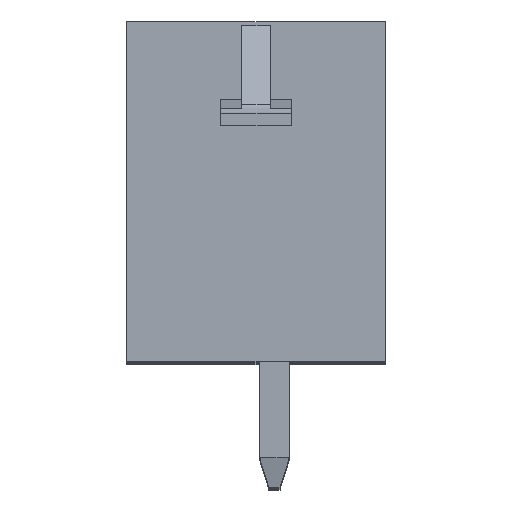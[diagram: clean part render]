
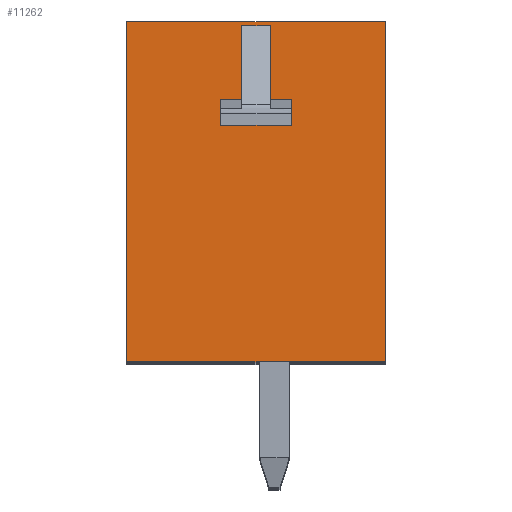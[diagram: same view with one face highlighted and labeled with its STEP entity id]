
A CAD part, top view. The second image highlights one B-rep face of the part: STEP entity #11262.
In plain terms, the highlighted planar face has unit normal (0, 0, 1).
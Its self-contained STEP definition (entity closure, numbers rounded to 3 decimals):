
#1=DIRECTION('',(1.,0.,0.));
#2=VECTOR('',#1,7.);
#3=CARTESIAN_POINT('',(-3.6,-3.853,0.));
#4=LINE('',#3,#2);
#5=DIRECTION('',(0.,-1.,0.));
#6=VECTOR('',#5,9.2);
#7=CARTESIAN_POINT('',(-3.6,5.347,0.));
#8=LINE('',#7,#6);
#9=DIRECTION('',(-1.,0.,0.));
#10=VECTOR('',#9,7.);
#11=CARTESIAN_POINT('',(3.4,5.347,0.));
#12=LINE('',#11,#10);
#13=DIRECTION('',(0.,1.,0.));
#14=VECTOR('',#13,9.2);
#15=CARTESIAN_POINT('',(3.4,-3.853,0.));
#16=LINE('',#15,#14);
#17=DIRECTION('',(0.,1.,0.));
#18=VECTOR('',#17,0.495);
#19=CARTESIAN_POINT('',(0.85,2.747,0.));
#20=LINE('',#19,#18);
#21=DIRECTION('',(-1.,0.,0.));
#22=VECTOR('',#21,0.76);
#23=CARTESIAN_POINT('',(0.28,5.244,0.));
#24=LINE('',#23,#22);
#25=DIRECTION('',(1.,0.,0.));
#26=VECTOR('',#25,0.57);
#27=CARTESIAN_POINT('',(-1.05,3.242,0.));
#28=LINE('',#27,#26);
#29=DIRECTION('',(0.,1.,0.));
#30=VECTOR('',#29,0.495);
#31=CARTESIAN_POINT('',(-1.05,2.747,0.));
#32=LINE('',#31,#30);
#33=DIRECTION('',(-1.,0.,0.));
#34=VECTOR('',#33,1.9);
#35=CARTESIAN_POINT('',(0.85,2.747,0.));
#36=LINE('',#35,#34);
#8566=DIRECTION('',(-1.,0.,0.));
#8567=VECTOR('',#8566,0.57);
#8568=CARTESIAN_POINT('',(0.85,3.242,0.));
#8569=LINE('',#8568,#8567);
#8570=DIRECTION('',(0.,-1.,0.));
#8571=VECTOR('',#8570,2.002);
#8572=CARTESIAN_POINT('',(0.28,5.244,0.));
#8573=LINE('',#8572,#8571);
#8637=DIRECTION('',(0.,1.,0.));
#8638=VECTOR('',#8637,2.002);
#8639=CARTESIAN_POINT('',(-0.48,3.242,0.));
#8640=LINE('',#8639,#8638);
#8649=CARTESIAN_POINT('',(-3.6,-3.853,0.));
#8650=CARTESIAN_POINT('',(3.4,-3.853,0.));
#8651=VERTEX_POINT('',#8649);
#8652=VERTEX_POINT('',#8650);
#8653=CARTESIAN_POINT('',(3.4,5.347,0.));
#8654=VERTEX_POINT('',#8653);
#8655=CARTESIAN_POINT('',(-3.6,5.347,0.));
#8656=VERTEX_POINT('',#8655);
#9752=CARTESIAN_POINT('',(0.85,2.747,0.));
#9753=VERTEX_POINT('',#9752);
#9754=CARTESIAN_POINT('',(-1.05,2.747,0.));
#9755=VERTEX_POINT('',#9754);
#9757=CARTESIAN_POINT('',(-0.48,3.242,0.));
#9759=VERTEX_POINT('',#9757);
#9760=CARTESIAN_POINT('',(-0.48,5.244,0.));
#9761=VERTEX_POINT('',#9760);
#9762=CARTESIAN_POINT('',(-1.05,3.242,0.));
#9763=VERTEX_POINT('',#9762);
#9768=CARTESIAN_POINT('',(0.28,5.244,0.));
#9769=CARTESIAN_POINT('',(0.28,3.242,0.));
#9770=VERTEX_POINT('',#9768);
#9771=VERTEX_POINT('',#9769);
#9774=CARTESIAN_POINT('',(0.85,3.242,0.));
#9775=VERTEX_POINT('',#9774);
#11229=CARTESIAN_POINT('',(0.,0.,0.));
#11230=DIRECTION('',(0.,0.,1.));
#11231=DIRECTION('',(1.,0.,0.));
#11232=AXIS2_PLACEMENT_3D('',#11229,#11230,#11231);
#11233=PLANE('',#11232);
#11235=ORIENTED_EDGE('',*,*,#11234,.F.);
#11237=ORIENTED_EDGE('',*,*,#11236,.F.);
#11239=ORIENTED_EDGE('',*,*,#11238,.F.);
#11241=ORIENTED_EDGE('',*,*,#11240,.F.);
#11242=EDGE_LOOP('',(#11235,#11237,#11239,#11241));
#11243=FACE_OUTER_BOUND('',#11242,.F.);
#11245=ORIENTED_EDGE('',*,*,#11244,.T.);
#11247=ORIENTED_EDGE('',*,*,#11246,.T.);
#11249=ORIENTED_EDGE('',*,*,#11248,.F.);
#11251=ORIENTED_EDGE('',*,*,#11250,.T.);
#11253=ORIENTED_EDGE('',*,*,#11252,.F.);
#11255=ORIENTED_EDGE('',*,*,#11254,.F.);
#11257=ORIENTED_EDGE('',*,*,#11256,.F.);
#11259=ORIENTED_EDGE('',*,*,#11258,.F.);
#11260=EDGE_LOOP('',(#11245,#11247,#11249,#11251,#11253,#11255,#11257,#11259));
#11261=FACE_BOUND('',#11260,.F.);
#11234=EDGE_CURVE('',#8651,#8652,#4,.T.);
#11236=EDGE_CURVE('',#8656,#8651,#8,.T.);
#11238=EDGE_CURVE('',#8654,#8656,#12,.T.);
#11240=EDGE_CURVE('',#8652,#8654,#16,.T.);
#11244=EDGE_CURVE('',#9753,#9775,#20,.T.);
#11246=EDGE_CURVE('',#9775,#9771,#8569,.T.);
#11248=EDGE_CURVE('',#9770,#9771,#8573,.T.);
#11250=EDGE_CURVE('',#9770,#9761,#24,.T.);
#11252=EDGE_CURVE('',#9759,#9761,#8640,.T.);
#11254=EDGE_CURVE('',#9763,#9759,#28,.T.);
#11256=EDGE_CURVE('',#9755,#9763,#32,.T.);
#11258=EDGE_CURVE('',#9753,#9755,#36,.T.);
#11262=ADVANCED_FACE('',(#11243,#11261),#11233,.T.);
